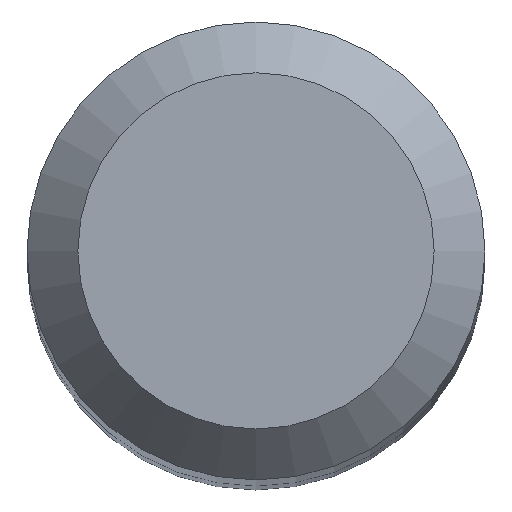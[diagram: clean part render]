
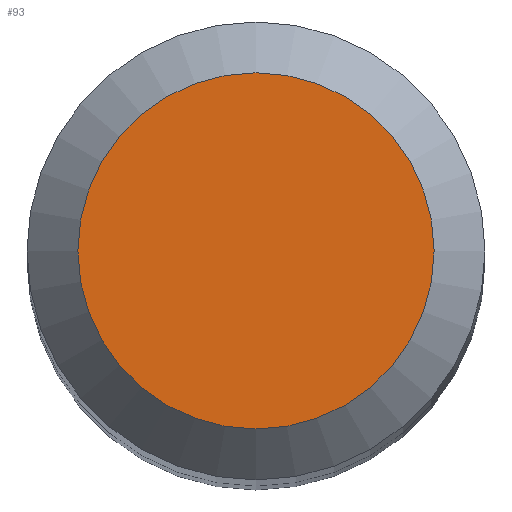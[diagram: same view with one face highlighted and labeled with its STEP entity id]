
A CAD part, top view. The second image highlights one B-rep face of the part: STEP entity #93.
In plain terms, the highlighted planar face has unit normal (0, 0, 1).
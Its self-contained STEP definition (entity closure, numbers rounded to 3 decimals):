
#31 = CARTESIAN_POINT ( 'NONE',  ( 0., 0., 58. ) ) ;
#48 = PLANE ( 'NONE',  #142 ) ;
#61 = DIRECTION ( 'NONE',  ( 0., 0., -1. ) ) ;
#78 = ORIENTED_EDGE ( 'NONE', *, *, #107, .F. ) ;
#93 = ADVANCED_FACE ( 'NONE', ( #121 ), #48, .F. ) ;
#102 = DIRECTION ( 'NONE',  ( 0., 0., -1. ) ) ;
#103 = VERTEX_POINT ( 'NONE', #105 ) ;
#105 = CARTESIAN_POINT ( 'NONE',  ( 0., 1.75, 58. ) ) ;
#107 = EDGE_CURVE ( 'NONE', #103, #103, #155, .T. ) ;
#121 = FACE_OUTER_BOUND ( 'NONE', #124, .T. ) ;
#122 = AXIS2_PLACEMENT_3D ( 'NONE', #31, #61, #167 ) ;
#124 = EDGE_LOOP ( 'NONE', ( #78 ) ) ;
#142 = AXIS2_PLACEMENT_3D ( 'NONE', #184, #102, #199 ) ;
#155 = CIRCLE ( 'NONE', #122, 1.75 ) ;
#167 = DIRECTION ( 'NONE',  ( 0., 1., 0. ) ) ;
#184 = CARTESIAN_POINT ( 'NONE',  ( 0., 0., 58. ) ) ;
#199 = DIRECTION ( 'NONE',  ( 0., 1., 0. ) ) ;
